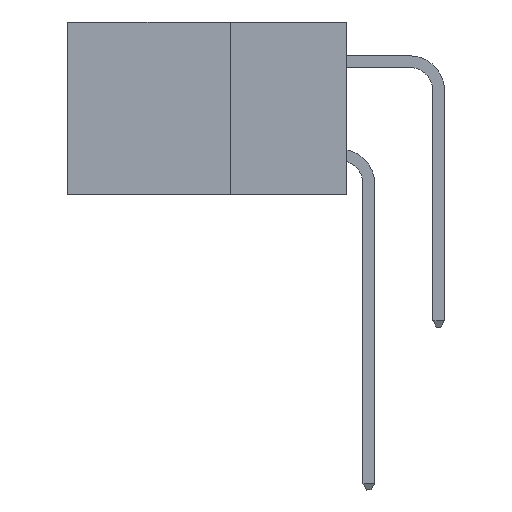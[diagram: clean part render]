
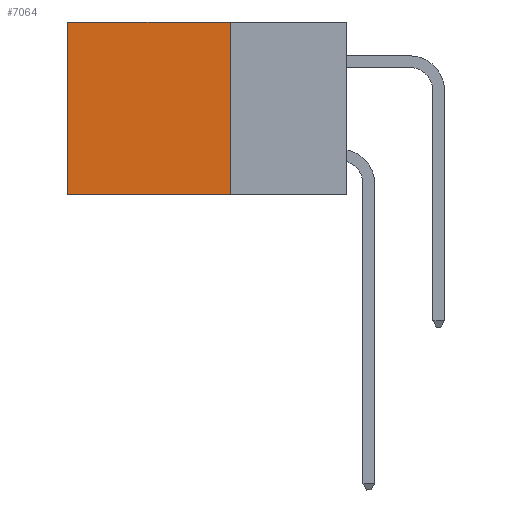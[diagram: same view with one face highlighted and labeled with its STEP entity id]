
A CAD part, left-side view. The second image highlights one B-rep face of the part: STEP entity #7064.
In plain terms, the highlighted planar face has unit normal (-1, 0, 0).
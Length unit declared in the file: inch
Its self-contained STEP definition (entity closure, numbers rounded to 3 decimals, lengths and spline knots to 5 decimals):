
#248 = ORIENTED_EDGE ( 'NONE', *, *, #14803, .F. ) ;
#384 = EDGE_CURVE ( 'NONE', #5446, #9512, #17218, .T. ) ;
#497 = DIRECTION ( 'NONE',  ( 0., 0., -1. ) ) ;
#1984 = CARTESIAN_POINT ( 'NONE',  ( 0.2875, 0.6, 0. ) ) ;
#2302 = LINE ( 'NONE', #7271, #2511 ) ;
#2511 = VECTOR ( 'NONE', #497, 39.37008 ) ;
#2697 = LINE ( 'NONE', #7476, #7368 ) ;
#3060 = DIRECTION ( 'NONE',  ( 0., 1., 0. ) ) ;
#3252 = VERTEX_POINT ( 'NONE', #16432 ) ;
#3346 = DIRECTION ( 'NONE',  ( 0., 0., -1. ) ) ;
#3675 = ORIENTED_EDGE ( 'NONE', *, *, #384, .T. ) ;
#4749 = DIRECTION ( 'NONE',  ( 0., 1., 0. ) ) ;
#4913 = LINE ( 'NONE', #1984, #8948 ) ;
#5446 = VERTEX_POINT ( 'NONE', #14300 ) ;
#6211 = DIRECTION ( 'NONE',  ( 0., 0., -1. ) ) ;
#6541 = EDGE_CURVE ( 'NONE', #9512, #3252, #4913, .T. ) ;
#7064 = ADVANCED_FACE ( 'NONE', ( #7449 ), #7246, .F. ) ;
#7111 = VERTEX_POINT ( 'NONE', #7548 ) ;
#7246 = PLANE ( 'NONE',  #9796 ) ;
#7271 = CARTESIAN_POINT ( 'NONE',  ( 0.2875, 0.25, 0. ) ) ;
#7368 = VECTOR ( 'NONE', #3060, 39.37008 ) ;
#7449 = FACE_OUTER_BOUND ( 'NONE', #12633, .T. ) ;
#7476 = CARTESIAN_POINT ( 'NONE',  ( 0.2875, 0.25, -0.37 ) ) ;
#7548 = CARTESIAN_POINT ( 'NONE',  ( 0.2875, 0.25, -0.37 ) ) ;
#8722 = DIRECTION ( 'NONE',  ( 1., 0., 0. ) ) ;
#8948 = VECTOR ( 'NONE', #6211, 39.37008 ) ;
#9070 = EDGE_CURVE ( 'NONE', #7111, #3252, #2697, .T. ) ;
#9512 = VERTEX_POINT ( 'NONE', #16888 ) ;
#9796 = AXIS2_PLACEMENT_3D ( 'NONE', #13808, #8722, #3346 ) ;
#11414 = ORIENTED_EDGE ( 'NONE', *, *, #6541, .T. ) ;
#12633 = EDGE_LOOP ( 'NONE', ( #11414, #15983, #248, #3675 ) ) ;
#13557 = VECTOR ( 'NONE', #4749, 39.37008 ) ;
#13808 = CARTESIAN_POINT ( 'NONE',  ( 0.2875, 0.25, 0. ) ) ;
#14300 = CARTESIAN_POINT ( 'NONE',  ( 0.2875, 0.25, 0. ) ) ;
#14803 = EDGE_CURVE ( 'NONE', #5446, #7111, #2302, .T. ) ;
#15546 = CARTESIAN_POINT ( 'NONE',  ( 0.2875, 0.25, 0. ) ) ;
#15983 = ORIENTED_EDGE ( 'NONE', *, *, #9070, .F. ) ;
#16432 = CARTESIAN_POINT ( 'NONE',  ( 0.2875, 0.6, -0.37 ) ) ;
#16888 = CARTESIAN_POINT ( 'NONE',  ( 0.2875, 0.6, 0. ) ) ;
#17218 = LINE ( 'NONE', #15546, #13557 ) ;
